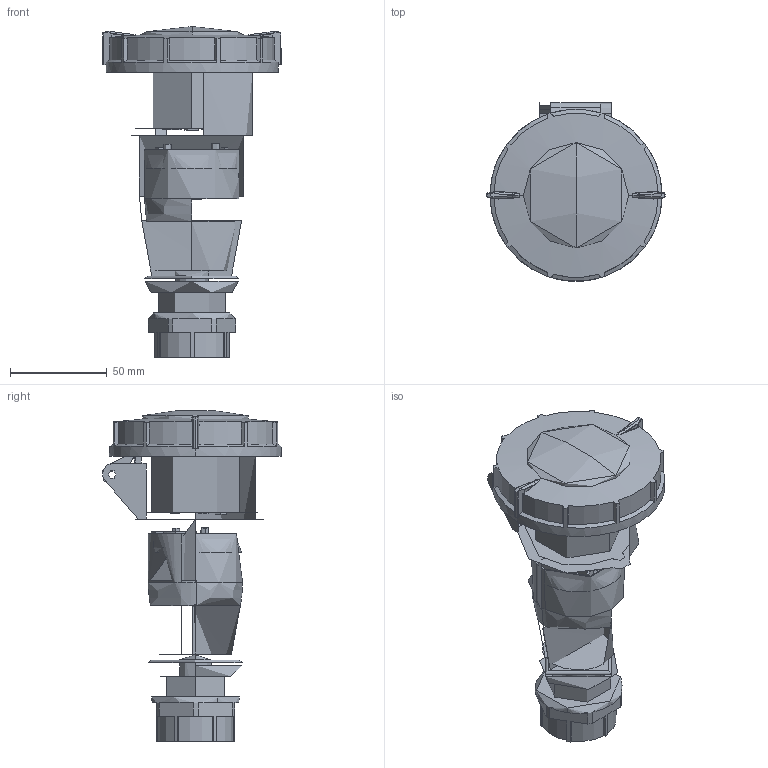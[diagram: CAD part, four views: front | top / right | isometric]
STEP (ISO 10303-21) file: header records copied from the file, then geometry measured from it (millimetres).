
FILE_DESCRIPTION (( 'STEP AP214' ), '1' );
FILE_NAME ('PSR22-016-5-0-67 Ðîçåòêà ïåð. ÑÑÈ-2152 16À-6÷ 380Â 3P+PE+N IP67 IEK.STEP', '2025-12-29T13:17:33', ( '' ), ( '' ), 'SwSTEP 2.0', 'SolidWorks 2022', '' );
FILE_SCHEMA (( 'AUTOMOTIVE_DESIGN' ));
Length unit declared in the file: millimetre
Products named in the file (1): PSR22-016-5-0-67 Розетка пер. ССИ-2152 16А-6ч 380В 3P+PE+N IP67 IEK
Bounding box: 92.37 x 92.49 x 171.17 mm (x, y, z)
Volume: 278318.2 mm3; surface area: 86417 mm2
Topology: 2 solids, 5 shells, 693 faces, 1920 edges, 1287 vertices
Faces by surface type: plane 359, cylinder 204, cone 59, bspline 53, torus 13, sphere 5
Full cylindrical faces by diameter (mm): 3.5 x2, 11 x2, 13 x1, 63 x3, 65.804 x1, 68 x1, 76 x1
Entity records: 30123 total; most frequent: CARTESIAN_POINT 12776, ORIENTED_EDGE 3840, DIRECTION 3300, EDGE_CURVE 1920, VERTEX_POINT 1287, AXIS2_PLACEMENT_3D 1158, VECTOR 984, LINE 984
